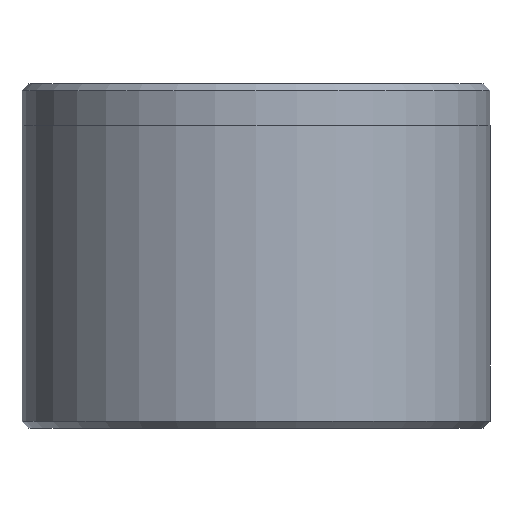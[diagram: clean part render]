
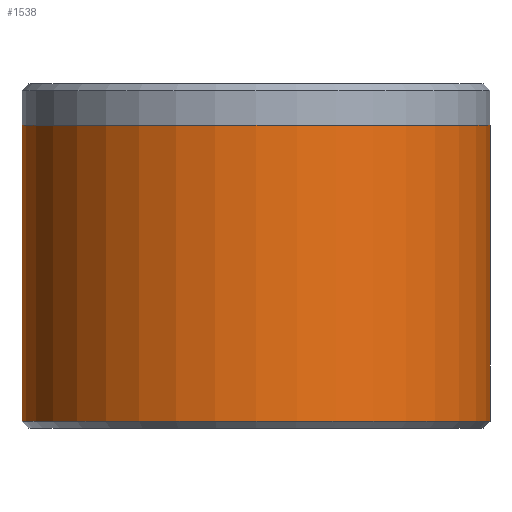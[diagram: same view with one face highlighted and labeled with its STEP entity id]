
A CAD part, front view. The second image highlights one B-rep face of the part: STEP entity #1538.
In plain terms, the highlighted cylindrical face has radius 17 mm (diameter 34 mm), a partial arc.
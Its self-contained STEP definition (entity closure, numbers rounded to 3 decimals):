
#10 = CARTESIAN_POINT ( 'NONE',  ( -17., 0., 0.5 ) ) ;
#149 = CARTESIAN_POINT ( 'NONE',  ( 0., 0., 22. ) ) ;
#158 = CARTESIAN_POINT ( 'NONE',  ( -17., 0., 22. ) ) ;
#229 = DIRECTION ( 'NONE',  ( 0., 0., -1. ) ) ;
#232 = DIRECTION ( 'NONE',  ( 0., 0., -1. ) ) ;
#314 = DIRECTION ( 'NONE',  ( 1., 0., 0. ) ) ;
#334 = DIRECTION ( 'NONE',  ( -1., 0., 0. ) ) ;
#502 = LINE ( 'NONE', #1919, #1771 ) ;
#524 = DIRECTION ( 'NONE',  ( 0., 0., 1. ) ) ;
#564 = CIRCLE ( 'NONE', #1663, 17. ) ;
#605 = FACE_OUTER_BOUND ( 'NONE', #1423, .T. ) ;
#864 = CARTESIAN_POINT ( 'NONE',  ( 17., 0., 22. ) ) ;
#942 = LINE ( 'NONE', #1241, #1791 ) ;
#1020 = DIRECTION ( 'NONE',  ( 0., 0., -1. ) ) ;
#1056 = EDGE_CURVE ( 'NONE', #1471, #1199, #502, .T. ) ;
#1090 = ORIENTED_EDGE ( 'NONE', *, *, #1339, .F. ) ;
#1128 = EDGE_CURVE ( 'NONE', #1471, #1554, #1645, .T. ) ;
#1199 = VERTEX_POINT ( 'NONE', #10 ) ;
#1241 = CARTESIAN_POINT ( 'NONE',  ( 17., 0., 25. ) ) ;
#1303 = VERTEX_POINT ( 'NONE', #1913 ) ;
#1330 = DIRECTION ( 'NONE',  ( 0., 0., 1. ) ) ;
#1339 = EDGE_CURVE ( 'NONE', #1554, #1303, #942, .T. ) ;
#1423 = EDGE_LOOP ( 'NONE', ( #1090, #2048, #2112, #2051 ) ) ;
#1452 = AXIS2_PLACEMENT_3D ( 'NONE', #2037, #1020, #334 ) ;
#1465 = CYLINDRICAL_SURFACE ( 'NONE', #1452, 17. ) ;
#1471 = VERTEX_POINT ( 'NONE', #158 ) ;
#1538 = ADVANCED_FACE ( 'NONE', ( #605 ), #1465, .T. ) ;
#1550 = CARTESIAN_POINT ( 'NONE',  ( 0., 0., 0.5 ) ) ;
#1554 = VERTEX_POINT ( 'NONE', #864 ) ;
#1583 = EDGE_CURVE ( 'NONE', #1199, #1303, #564, .T. ) ;
#1645 = CIRCLE ( 'NONE', #2109, 17. ) ;
#1663 = AXIS2_PLACEMENT_3D ( 'NONE', #1550, #524, #1722 ) ;
#1722 = DIRECTION ( 'NONE',  ( 1., 0., 0. ) ) ;
#1771 = VECTOR ( 'NONE', #232, 1000. ) ;
#1791 = VECTOR ( 'NONE', #229, 1000. ) ;
#1913 = CARTESIAN_POINT ( 'NONE',  ( 17., 0., 0.5 ) ) ;
#1919 = CARTESIAN_POINT ( 'NONE',  ( -17., 0., 25. ) ) ;
#2037 = CARTESIAN_POINT ( 'NONE',  ( 0., 0., 25. ) ) ;
#2048 = ORIENTED_EDGE ( 'NONE', *, *, #1128, .F. ) ;
#2051 = ORIENTED_EDGE ( 'NONE', *, *, #1583, .T. ) ;
#2109 = AXIS2_PLACEMENT_3D ( 'NONE', #149, #1330, #314 ) ;
#2112 = ORIENTED_EDGE ( 'NONE', *, *, #1056, .T. ) ;
